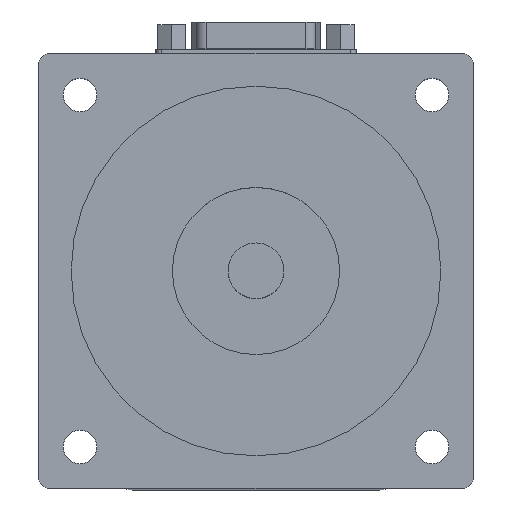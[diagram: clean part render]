
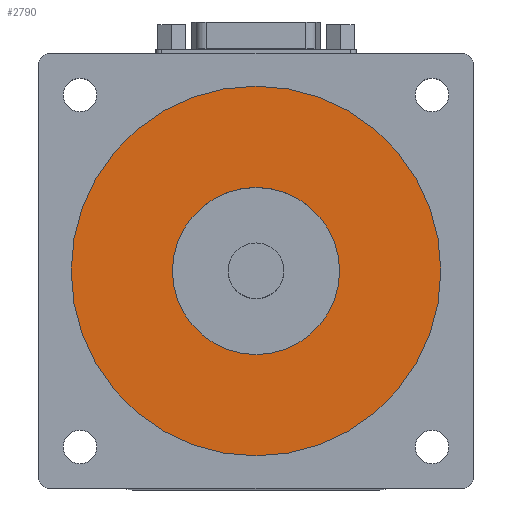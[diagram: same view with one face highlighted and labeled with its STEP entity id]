
A CAD part, top view. The second image highlights one B-rep face of the part: STEP entity #2790.
In plain terms, the highlighted planar face has unit normal (0, 0, 1).
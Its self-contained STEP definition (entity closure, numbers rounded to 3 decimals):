
#466=ORIENTED_EDGE('',*,*,#993,.F.);
#467=ORIENTED_EDGE('',*,*,#991,.T.);
#991=EDGE_CURVE('',#1254,#1254,#1400,.T.);
#993=EDGE_CURVE('',#1256,#1256,#1402,.T.);
#1254=VERTEX_POINT('',#3908);
#1256=VERTEX_POINT('',#3913);
#1400=CIRCLE('',#2943,36.5);
#1402=CIRCLE('',#2946,16.5);
#1490=EDGE_LOOP('',(#466));
#1491=EDGE_LOOP('',(#467));
#1672=FACE_BOUND('',#1490,.T.);
#1673=FACE_BOUND('',#1491,.T.);
#1847=PLANE('',#2945);
#2790=ADVANCED_FACE('',(#1672,#1673),#1847,.F.);
#2943=AXIS2_PLACEMENT_3D('',#3907,#3248,#3249);
#2945=AXIS2_PLACEMENT_3D('',#3911,#3252,#3253);
#2946=AXIS2_PLACEMENT_3D('',#3912,#3254,#3255);
#3248=DIRECTION('',(0.,0.,1.));
#3249=DIRECTION('',(1.,0.,0.));
#3252=DIRECTION('',(0.,0.,-1.));
#3253=DIRECTION('',(-1.,0.,0.));
#3254=DIRECTION('',(0.,0.,1.));
#3255=DIRECTION('',(1.,0.,0.));
#3907=CARTESIAN_POINT('',(0.,0.,2.));
#3908=CARTESIAN_POINT('',(36.5,0.,2.));
#3911=CARTESIAN_POINT('',(36.5,0.,2.));
#3912=CARTESIAN_POINT('',(0.,0.,2.));
#3913=CARTESIAN_POINT('',(16.5,0.,2.));
